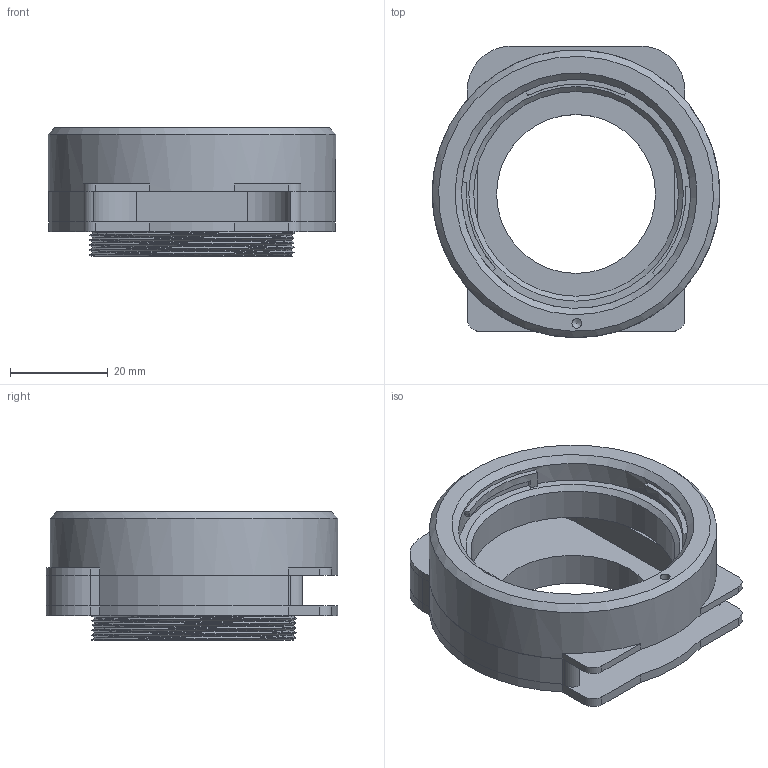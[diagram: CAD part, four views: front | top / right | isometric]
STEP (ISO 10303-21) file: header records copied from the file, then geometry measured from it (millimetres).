
FILE_DESCRIPTION(/* description */ (''),/* implementation_level */ '2;1');
FILE_NAME(/* name */ 'Filter-Adapter V6 KAR - Sony E.step',/* time_stamp */ '2025-07-29T22:57:47+02:00',/* author */ (''),/* organization */ (''),/* preprocessor_version */ 'ST-DEVELOPER v20.1',/* originating_system */ 'Autodesk Translation Framework v14.10.0.0',/* authorisation */ '');
FILE_SCHEMA (('AUTOMOTIVE_DESIGN { 1 0 10303 214 3 1 1 }'));
Length unit declared in the file: millimetre
Products named in the file (1): 2025-07-28-21-09-00-061
Bounding box: 58.99 x 59.8 x 26.3 mm (x, y, z)
Volume: 26241.9 mm3; surface area: 17308 mm2
Topology: 3 solids, 3 shells, 121 faces, 312 edges, 207 vertices
Faces by surface type: cylinder 59, plane 56, cone 4, bspline 2
Full cylindrical faces by diameter (mm): 2 x1, 2.8 x12, 6 x4, 32.6 x1, 40.737 x4, 41.884 x4, 42 x1, 47 x1, 59 x1
Entity records: 5458 total; most frequent: CARTESIAN_POINT 2394, DIRECTION 631, ORIENTED_EDGE 622, EDGE_CURVE 311, AXIS2_PLACEMENT_3D 234, VERTEX_POINT 207, LINE 163, VECTOR 163
